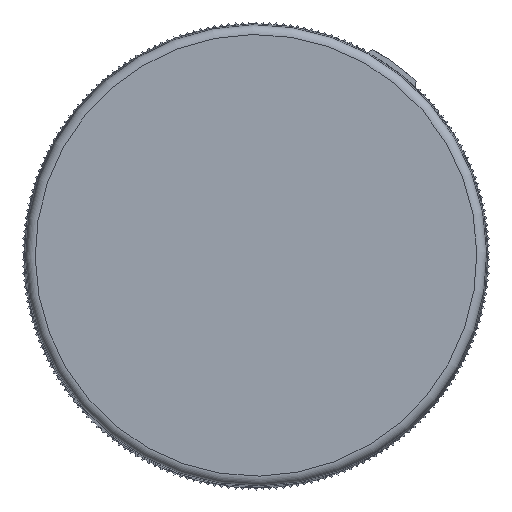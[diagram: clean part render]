
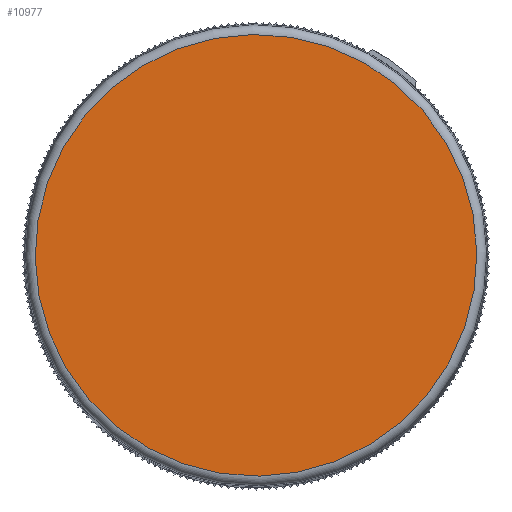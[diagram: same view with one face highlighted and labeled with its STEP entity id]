
A CAD part, top view. The second image highlights one B-rep face of the part: STEP entity #10977.
In plain terms, the highlighted planar face has unit normal (0, 0, 1).
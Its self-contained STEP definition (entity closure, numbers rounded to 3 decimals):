
#4567=PLANE('',#48073);
#10977=ADVANCED_FACE('',(#14075),#4567,.F.);
#14075=FACE_OUTER_BOUND('',#16805,.T.);
#16805=EDGE_LOOP('',(#23732));
#19470=CIRCLE('',#48072,34.264);
#23732=ORIENTED_EDGE('',*,*,#39193,.T.);
#34706=VERTEX_POINT('',#74904);
#39193=EDGE_CURVE('',#34706,#34706,#19470,.T.);
#48072=AXIS2_PLACEMENT_3D('',#74903,#53108,#53109);
#48073=AXIS2_PLACEMENT_3D('',#74905,#53110,#53111);
#53108=DIRECTION('',(0.,0.,1.));
#53109=DIRECTION('',(0.982,0.188,0.));
#53110=DIRECTION('',(0.,0.,-1.));
#53111=DIRECTION('',(0.982,0.188,0.));
#74903=CARTESIAN_POINT('',(0.,0.,
22.5));
#74904=CARTESIAN_POINT('',(33.653,6.441,22.5));
#74905=CARTESIAN_POINT('',(6.711,-35.063,22.5));
